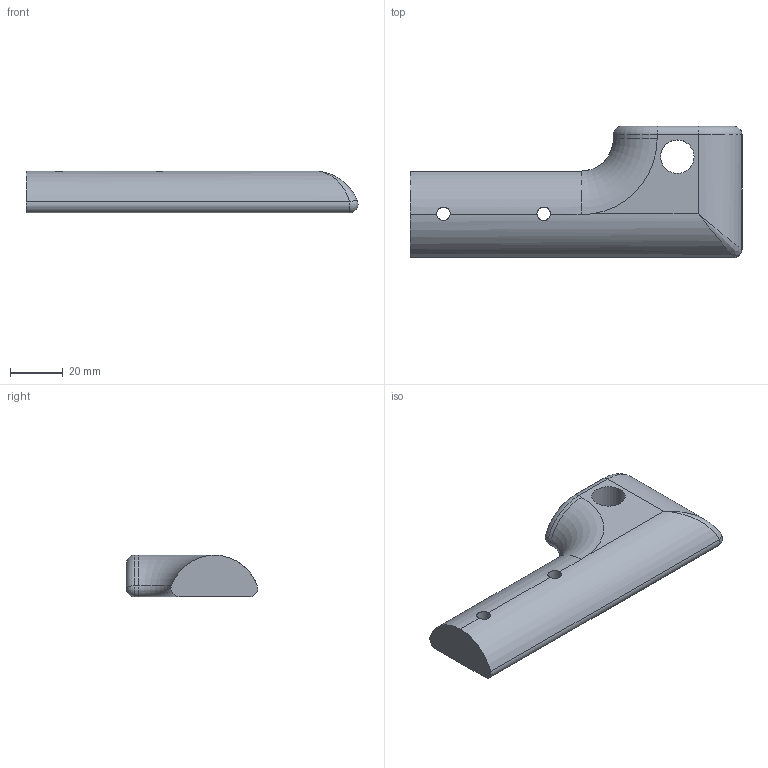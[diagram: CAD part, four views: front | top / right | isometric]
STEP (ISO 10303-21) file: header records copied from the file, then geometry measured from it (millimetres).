
FILE_DESCRIPTION(/* description */ (''),/* implementation_level */ '2;1');
FILE_NAME(/* name */ 'FE-00027.ipt.stp',/* time_stamp */ '2018-01-01T11:15:26-08:00',/* author */ ('PhillipD'),/* organization */ (''),/* preprocessor_version */ 'ST-DEVELOPER v16.13',/* originating_system */ 'Autodesk Inventor 2018',/* authorisation */ '');
FILE_SCHEMA (('AUTOMOTIVE_DESIGN { 1 0 10303 214 3 1 1 }'));
Length unit declared in the file: inch
Products named in the file (1): FE-00027
Bounding box: 126.18 x 49.98 x 15.88 mm (x, y, z)
Volume: 62031.4 mm3; surface area: 13800.5 mm2
Topology: 1 solids, 1 shells, 25 faces, 65 edges, 36 vertices
Faces by surface type: cylinder 13, torus 4, plane 4, sphere 3, bspline 1
Full cylindrical faces by diameter (mm): 5.105 x2, 12.7 x1
Entity records: 930 total; most frequent: CARTESIAN_POINT 302, DIRECTION 129, ORIENTED_EDGE 112, EDGE_CURVE 56, AXIS2_PLACEMENT_3D 55, VERTEX_POINT 34, EDGE_LOOP 32, CIRCLE 30
